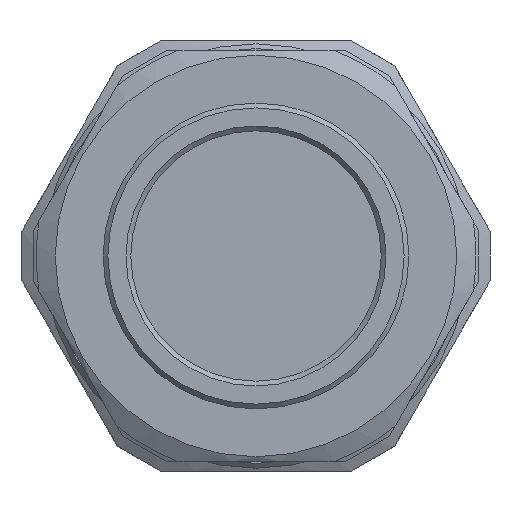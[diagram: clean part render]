
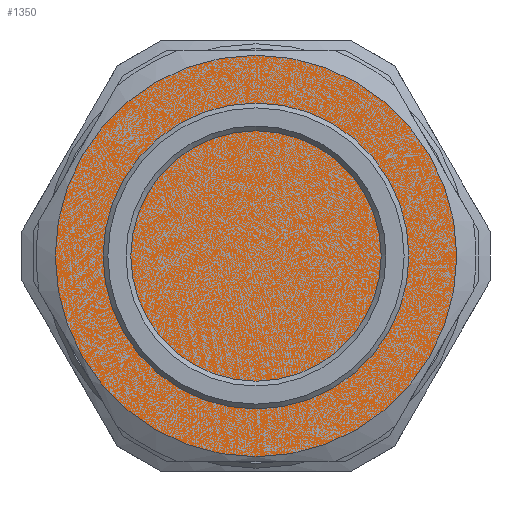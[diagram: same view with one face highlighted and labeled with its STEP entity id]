
A CAD part, front view. The second image highlights one B-rep face of the part: STEP entity #1350.
In plain terms, the highlighted planar face has unit normal (0, 1, 0).
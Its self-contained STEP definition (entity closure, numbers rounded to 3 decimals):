
#429=FACE_OUTER_BOUND('',#510,.T.);
#510=EDGE_LOOP('',(#1235));
#568=CIRCLE('',#1502,21.);
#685=VERTEX_POINT('',#2374);
#869=EDGE_CURVE('',#685,#685,#568,.T.);
#1235=ORIENTED_EDGE('',*,*,#869,.T.);
#1275=PLANE('',#1501);
#1350=ADVANCED_FACE('',(#429),#1275,.T.);
#1501=AXIS2_PLACEMENT_3D('',#2373,#1840,#1841);
#1502=AXIS2_PLACEMENT_3D('',#2375,#1842,#1843);
#1840=DIRECTION('center_axis',(0.,1.,0.));
#1841=DIRECTION('ref_axis',(0.,0.,1.));
#1842=DIRECTION('center_axis',(0.,1.,0.));
#1843=DIRECTION('ref_axis',(1.,0.,0.));
#2373=CARTESIAN_POINT('Origin',(232.292,78.204,281.7));
#2374=CARTESIAN_POINT('',(211.292,78.204,281.7));
#2375=CARTESIAN_POINT('Origin',(232.292,78.204,281.7));
